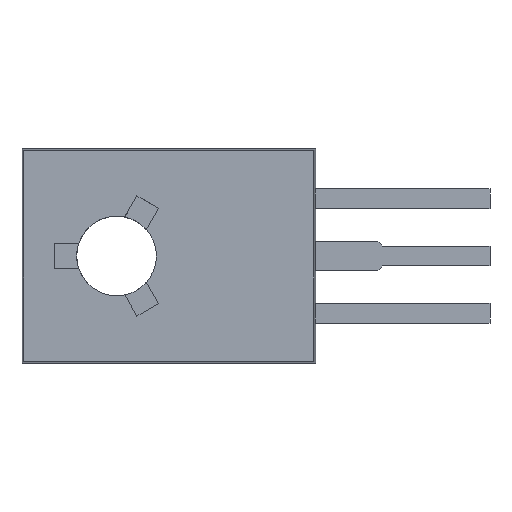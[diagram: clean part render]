
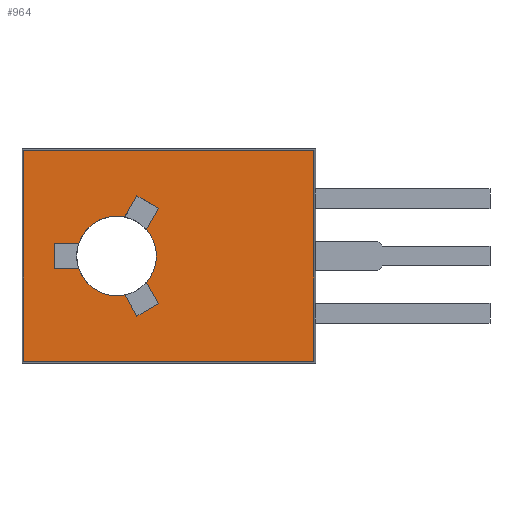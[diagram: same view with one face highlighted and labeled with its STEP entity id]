
A CAD part, top view. The second image highlights one B-rep face of the part: STEP entity #964.
In plain terms, the highlighted planar face has unit normal (0, 0, 1).
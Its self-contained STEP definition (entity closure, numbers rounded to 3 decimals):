
#16=FACE_BOUND('',#94,.T.);
#20=CIRCLE('',#1028,1.6);
#21=CIRCLE('',#1029,1.6);
#22=CIRCLE('',#1030,1.6);
#44=FACE_OUTER_BOUND('',#93,.T.);
#93=EDGE_LOOP('',(#681,#682,#683,#684));
#94=EDGE_LOOP('',(#685,#686,#687,#688,#689,#690,#691,#692,#693,#694,#695,
#696));
#155=LINE('',#1363,#276);
#188=LINE('',#1426,#309);
#189=LINE('',#1429,#310);
#190=LINE('',#1430,#311);
#191=LINE('',#1433,#312);
#192=LINE('',#1437,#313);
#193=LINE('',#1439,#314);
#194=LINE('',#1441,#315);
#195=LINE('',#1445,#316);
#196=LINE('',#1447,#317);
#197=LINE('',#1449,#318);
#198=LINE('',#1453,#319);
#199=LINE('',#1454,#320);
#276=VECTOR('',#1107,1.);
#309=VECTOR('',#1158,1.);
#310=VECTOR('',#1161,1.);
#311=VECTOR('',#1162,1.);
#312=VECTOR('',#1163,1.);
#313=VECTOR('',#1166,1.);
#314=VECTOR('',#1167,1.);
#315=VECTOR('',#1168,1.);
#316=VECTOR('',#1171,1.);
#317=VECTOR('',#1172,1.);
#318=VECTOR('',#1173,1.);
#319=VECTOR('',#1176,1.);
#320=VECTOR('',#1177,1.);
#393=VERTEX_POINT('',#1360);
#394=VERTEX_POINT('',#1362);
#415=VERTEX_POINT('',#1424);
#416=VERTEX_POINT('',#1428);
#417=VERTEX_POINT('',#1431);
#418=VERTEX_POINT('',#1432);
#419=VERTEX_POINT('',#1434);
#420=VERTEX_POINT('',#1436);
#421=VERTEX_POINT('',#1438);
#422=VERTEX_POINT('',#1440);
#423=VERTEX_POINT('',#1442);
#424=VERTEX_POINT('',#1444);
#425=VERTEX_POINT('',#1446);
#426=VERTEX_POINT('',#1448);
#427=VERTEX_POINT('',#1450);
#428=VERTEX_POINT('',#1452);
#483=EDGE_CURVE('',#394,#393,#155,.T.);
#516=EDGE_CURVE('',#393,#415,#188,.T.);
#517=EDGE_CURVE('',#415,#416,#189,.T.);
#518=EDGE_CURVE('',#416,#394,#190,.T.);
#519=EDGE_CURVE('',#417,#418,#191,.F.);
#520=EDGE_CURVE('',#418,#419,#20,.F.);
#521=EDGE_CURVE('',#419,#420,#192,.F.);
#522=EDGE_CURVE('',#420,#421,#193,.F.);
#523=EDGE_CURVE('',#421,#422,#194,.F.);
#524=EDGE_CURVE('',#422,#423,#21,.F.);
#525=EDGE_CURVE('',#423,#424,#195,.F.);
#526=EDGE_CURVE('',#424,#425,#196,.F.);
#527=EDGE_CURVE('',#425,#426,#197,.F.);
#528=EDGE_CURVE('',#426,#427,#22,.F.);
#529=EDGE_CURVE('',#427,#428,#198,.F.);
#530=EDGE_CURVE('',#428,#417,#199,.F.);
#681=ORIENTED_EDGE('',*,*,#516,.T.);
#682=ORIENTED_EDGE('',*,*,#517,.T.);
#683=ORIENTED_EDGE('',*,*,#518,.T.);
#684=ORIENTED_EDGE('',*,*,#483,.T.);
#685=ORIENTED_EDGE('',*,*,#519,.T.);
#686=ORIENTED_EDGE('',*,*,#520,.T.);
#687=ORIENTED_EDGE('',*,*,#521,.T.);
#688=ORIENTED_EDGE('',*,*,#522,.T.);
#689=ORIENTED_EDGE('',*,*,#523,.T.);
#690=ORIENTED_EDGE('',*,*,#524,.T.);
#691=ORIENTED_EDGE('',*,*,#525,.T.);
#692=ORIENTED_EDGE('',*,*,#526,.T.);
#693=ORIENTED_EDGE('',*,*,#527,.T.);
#694=ORIENTED_EDGE('',*,*,#528,.T.);
#695=ORIENTED_EDGE('',*,*,#529,.T.);
#696=ORIENTED_EDGE('',*,*,#530,.T.);
#867=PLANE('',#1027);
#964=ADVANCED_FACE('',(#44,#16),#867,.T.);
#1027=AXIS2_PLACEMENT_3D('',#1427,#1159,#1160);
#1028=AXIS2_PLACEMENT_3D('',#1435,#1164,#1165);
#1029=AXIS2_PLACEMENT_3D('',#1443,#1169,#1170);
#1030=AXIS2_PLACEMENT_3D('',#1451,#1174,#1175);
#1107=DIRECTION('',(0.,1.,0.));
#1158=DIRECTION('',(-1.,0.,0.));
#1159=DIRECTION('center_axis',(0.,0.,1.));
#1160=DIRECTION('ref_axis',(1.,0.,0.));
#1161=DIRECTION('',(0.,-1.,0.));
#1162=DIRECTION('',(1.,0.,0.));
#1163=DIRECTION('',(0.5,0.866,0.));
#1164=DIRECTION('center_axis',(0.,0.,1.));
#1165=DIRECTION('ref_axis',(1.,0.,0.));
#1166=DIRECTION('',(-0.5,0.866,0.));
#1167=DIRECTION('',(0.866,0.5,0.));
#1168=DIRECTION('',(0.5,-0.866,0.));
#1169=DIRECTION('center_axis',(0.,0.,1.));
#1170=DIRECTION('ref_axis',(-0.95,-0.313,0.));
#1171=DIRECTION('',(1.,0.,0.));
#1172=DIRECTION('',(0.,-1.,0.));
#1173=DIRECTION('',(-1.,0.,0.));
#1174=DIRECTION('center_axis',(0.,0.,1.));
#1175=DIRECTION('ref_axis',(0.204,0.979,0.));
#1176=DIRECTION('',(-0.5,-0.866,0.));
#1177=DIRECTION('',(-0.866,0.5,0.));
#1360=CARTESIAN_POINT('',(7.929,4.229,2.75));
#1362=CARTESIAN_POINT('',(7.929,-4.229,2.75));
#1363=CARTESIAN_POINT('',(7.929,-4.229,2.75));
#1424=CARTESIAN_POINT('',(-3.729,4.229,2.75));
#1426=CARTESIAN_POINT('',(7.929,4.229,2.75));
#1427=CARTESIAN_POINT('Origin',(0.,0.,2.75));
#1428=CARTESIAN_POINT('',(-3.729,-4.229,2.75));
#1429=CARTESIAN_POINT('',(-3.729,4.229,2.75));
#1430=CARTESIAN_POINT('',(-3.729,-4.229,2.75));
#1431=CARTESIAN_POINT('',(1.683,1.915,2.75));
#1432=CARTESIAN_POINT('',(1.193,1.066,2.75));
#1433=CARTESIAN_POINT('',(1.193,1.066,2.75));
#1434=CARTESIAN_POINT('',(1.193,-1.066,2.75));
#1435=CARTESIAN_POINT('Origin',(0.,0.,2.75));
#1436=CARTESIAN_POINT('',(1.683,-1.915,2.75));
#1437=CARTESIAN_POINT('',(1.683,-1.915,2.75));
#1438=CARTESIAN_POINT('',(0.817,-2.415,2.75));
#1439=CARTESIAN_POINT('',(0.817,-2.415,2.75));
#1440=CARTESIAN_POINT('',(0.327,-1.566,2.75));
#1441=CARTESIAN_POINT('',(0.327,-1.566,2.75));
#1442=CARTESIAN_POINT('',(-1.52,-0.5,2.75));
#1443=CARTESIAN_POINT('Origin',(0.,0.,2.75));
#1444=CARTESIAN_POINT('',(-2.5,-0.5,2.75));
#1445=CARTESIAN_POINT('',(-2.5,-0.5,2.75));
#1446=CARTESIAN_POINT('',(-2.5,0.5,2.75));
#1447=CARTESIAN_POINT('',(-2.5,0.5,2.75));
#1448=CARTESIAN_POINT('',(-1.52,0.5,2.75));
#1449=CARTESIAN_POINT('',(-1.52,0.5,2.75));
#1450=CARTESIAN_POINT('',(0.327,1.566,2.75));
#1451=CARTESIAN_POINT('Origin',(0.,0.,2.75));
#1452=CARTESIAN_POINT('',(0.817,2.415,2.75));
#1453=CARTESIAN_POINT('',(0.817,2.415,2.75));
#1454=CARTESIAN_POINT('',(1.683,1.915,2.75));
